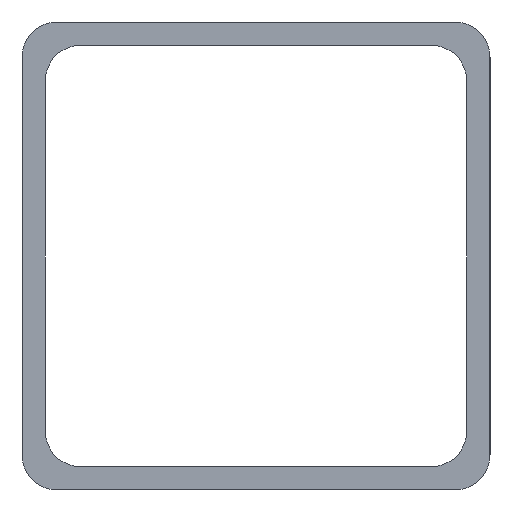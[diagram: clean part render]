
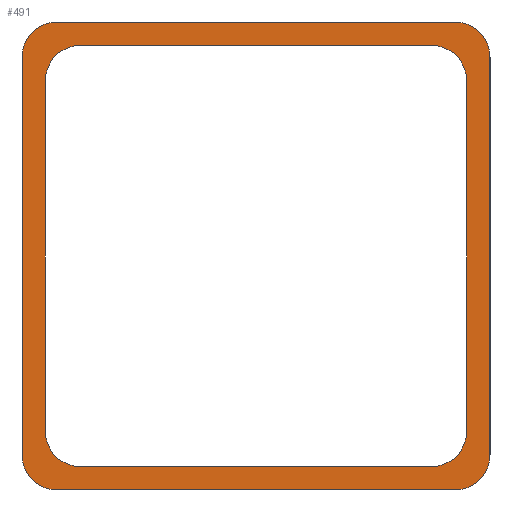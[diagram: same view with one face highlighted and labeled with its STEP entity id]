
A CAD part, left-side view. The second image highlights one B-rep face of the part: STEP entity #491.
In plain terms, the highlighted planar face has unit normal (-1, 0, 0).
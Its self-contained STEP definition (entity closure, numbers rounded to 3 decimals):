
#15=FACE_BOUND('',#75,.T.);
#31=PLANE('',#546);
#49=FACE_OUTER_BOUND('',#74,.T.);
#74=EDGE_LOOP('',(#362,#363,#364,#365,#366,#367,#368,#369));
#75=EDGE_LOOP('',(#370,#371,#372,#373,#374,#375,#376,#377));
#116=LINE('',#782,#155);
#117=LINE('',#786,#156);
#118=LINE('',#790,#157);
#119=LINE('',#793,#158);
#120=LINE('',#796,#159);
#121=LINE('',#800,#160);
#122=LINE('',#804,#161);
#123=LINE('',#808,#162);
#155=VECTOR('',#638,10.);
#156=VECTOR('',#641,10.);
#157=VECTOR('',#644,10.);
#158=VECTOR('',#647,10.);
#159=VECTOR('',#648,10.);
#160=VECTOR('',#651,10.);
#161=VECTOR('',#654,10.);
#162=VECTOR('',#657,10.);
#199=CIRCLE('',#544,3.);
#201=CIRCLE('',#547,3.);
#202=CIRCLE('',#548,3.);
#203=CIRCLE('',#549,3.);
#204=CIRCLE('',#550,3.);
#205=CIRCLE('',#551,3.);
#206=CIRCLE('',#552,3.);
#207=CIRCLE('',#553,3.);
#229=VERTEX_POINT('',#772);
#230=VERTEX_POINT('',#773);
#233=VERTEX_POINT('',#781);
#234=VERTEX_POINT('',#783);
#235=VERTEX_POINT('',#785);
#236=VERTEX_POINT('',#787);
#237=VERTEX_POINT('',#789);
#238=VERTEX_POINT('',#791);
#239=VERTEX_POINT('',#794);
#240=VERTEX_POINT('',#795);
#241=VERTEX_POINT('',#797);
#242=VERTEX_POINT('',#799);
#243=VERTEX_POINT('',#801);
#244=VERTEX_POINT('',#803);
#245=VERTEX_POINT('',#805);
#246=VERTEX_POINT('',#807);
#282=EDGE_CURVE('',#229,#230,#199,.T.);
#286=EDGE_CURVE('',#229,#233,#116,.T.);
#287=EDGE_CURVE('',#234,#233,#201,.T.);
#288=EDGE_CURVE('',#234,#235,#117,.T.);
#289=EDGE_CURVE('',#236,#235,#202,.T.);
#290=EDGE_CURVE('',#236,#237,#118,.T.);
#291=EDGE_CURVE('',#238,#237,#203,.T.);
#292=EDGE_CURVE('',#238,#230,#119,.T.);
#293=EDGE_CURVE('',#239,#240,#120,.T.);
#294=EDGE_CURVE('',#241,#240,#204,.T.);
#295=EDGE_CURVE('',#241,#242,#121,.T.);
#296=EDGE_CURVE('',#243,#242,#205,.T.);
#297=EDGE_CURVE('',#243,#244,#122,.T.);
#298=EDGE_CURVE('',#245,#244,#206,.T.);
#299=EDGE_CURVE('',#245,#246,#123,.T.);
#300=EDGE_CURVE('',#239,#246,#207,.T.);
#362=ORIENTED_EDGE('',*,*,#282,.F.);
#363=ORIENTED_EDGE('',*,*,#286,.T.);
#364=ORIENTED_EDGE('',*,*,#287,.F.);
#365=ORIENTED_EDGE('',*,*,#288,.T.);
#366=ORIENTED_EDGE('',*,*,#289,.F.);
#367=ORIENTED_EDGE('',*,*,#290,.T.);
#368=ORIENTED_EDGE('',*,*,#291,.F.);
#369=ORIENTED_EDGE('',*,*,#292,.T.);
#370=ORIENTED_EDGE('',*,*,#293,.T.);
#371=ORIENTED_EDGE('',*,*,#294,.F.);
#372=ORIENTED_EDGE('',*,*,#295,.T.);
#373=ORIENTED_EDGE('',*,*,#296,.F.);
#374=ORIENTED_EDGE('',*,*,#297,.T.);
#375=ORIENTED_EDGE('',*,*,#298,.F.);
#376=ORIENTED_EDGE('',*,*,#299,.T.);
#377=ORIENTED_EDGE('',*,*,#300,.F.);
#491=ADVANCED_FACE('',(#49,#15),#31,.T.);
#544=AXIS2_PLACEMENT_3D('',#774,#630,#631);
#546=AXIS2_PLACEMENT_3D('',#780,#636,#637);
#547=AXIS2_PLACEMENT_3D('',#784,#639,#640);
#548=AXIS2_PLACEMENT_3D('',#788,#642,#643);
#549=AXIS2_PLACEMENT_3D('',#792,#645,#646);
#550=AXIS2_PLACEMENT_3D('',#798,#649,#650);
#551=AXIS2_PLACEMENT_3D('',#802,#652,#653);
#552=AXIS2_PLACEMENT_3D('',#806,#655,#656);
#553=AXIS2_PLACEMENT_3D('',#809,#658,#659);
#630=DIRECTION('center_axis',(1.,0.,0.));
#631=DIRECTION('ref_axis',(0.,0.707,0.707));
#636=DIRECTION('center_axis',(-1.,0.,0.));
#637=DIRECTION('ref_axis',(0.,0.,1.));
#638=DIRECTION('',(0.,0.,-1.));
#639=DIRECTION('center_axis',(1.,0.,0.));
#640=DIRECTION('ref_axis',(0.,0.707,-0.707));
#641=DIRECTION('',(0.,-1.,0.));
#642=DIRECTION('center_axis',(1.,0.,0.));
#643=DIRECTION('ref_axis',(0.,-0.707,-0.707));
#644=DIRECTION('',(0.,0.,1.));
#645=DIRECTION('center_axis',(1.,0.,0.));
#646=DIRECTION('ref_axis',(0.,-0.707,0.707));
#647=DIRECTION('',(0.,1.,0.));
#648=DIRECTION('',(0.,0.,1.));
#649=DIRECTION('center_axis',(-1.,0.,0.));
#650=DIRECTION('ref_axis',(0.,0.707,0.707));
#651=DIRECTION('',(0.,-1.,0.));
#652=DIRECTION('center_axis',(-1.,0.,0.));
#653=DIRECTION('ref_axis',(0.,-0.707,0.707));
#654=DIRECTION('',(0.,0.,-1.));
#655=DIRECTION('center_axis',(-1.,0.,0.));
#656=DIRECTION('ref_axis',(0.,-0.707,-0.707));
#657=DIRECTION('',(0.,1.,0.));
#658=DIRECTION('center_axis',(-1.,0.,0.));
#659=DIRECTION('ref_axis',(0.,0.707,-0.707));
#772=CARTESIAN_POINT('',(-90.,20.,17.));
#773=CARTESIAN_POINT('',(-90.,17.,20.));
#774=CARTESIAN_POINT('Origin',(-90.,17.,17.));
#780=CARTESIAN_POINT('Origin',(-90.,0.,0.));
#781=CARTESIAN_POINT('',(-90.,20.,-17.));
#782=CARTESIAN_POINT('',(-90.,20.,20.));
#783=CARTESIAN_POINT('',(-90.,17.,-20.));
#784=CARTESIAN_POINT('Origin',(-90.,17.,-17.));
#785=CARTESIAN_POINT('',(-90.,-17.,-20.));
#786=CARTESIAN_POINT('',(-90.,20.,-20.));
#787=CARTESIAN_POINT('',(-90.,-20.,-17.));
#788=CARTESIAN_POINT('Origin',(-90.,-17.,-17.));
#789=CARTESIAN_POINT('',(-90.,-20.,17.));
#790=CARTESIAN_POINT('',(-90.,-20.,-20.));
#791=CARTESIAN_POINT('',(-90.,-17.,20.));
#792=CARTESIAN_POINT('Origin',(-90.,-17.,17.));
#793=CARTESIAN_POINT('',(-90.,-20.,20.));
#794=CARTESIAN_POINT('',(-90.,18.,-15.));
#795=CARTESIAN_POINT('',(-90.,18.,15.));
#796=CARTESIAN_POINT('',(-90.,18.,-18.));
#797=CARTESIAN_POINT('',(-90.,15.,18.));
#798=CARTESIAN_POINT('Origin',(-90.,15.,15.));
#799=CARTESIAN_POINT('',(-90.,-15.,18.));
#800=CARTESIAN_POINT('',(-90.,18.,18.));
#801=CARTESIAN_POINT('',(-90.,-18.,15.));
#802=CARTESIAN_POINT('Origin',(-90.,-15.,15.));
#803=CARTESIAN_POINT('',(-90.,-18.,-15.));
#804=CARTESIAN_POINT('',(-90.,-18.,18.));
#805=CARTESIAN_POINT('',(-90.,-15.,-18.));
#806=CARTESIAN_POINT('Origin',(-90.,-15.,-15.));
#807=CARTESIAN_POINT('',(-90.,15.,-18.));
#808=CARTESIAN_POINT('',(-90.,-18.,-18.));
#809=CARTESIAN_POINT('Origin',(-90.,15.,-15.));
